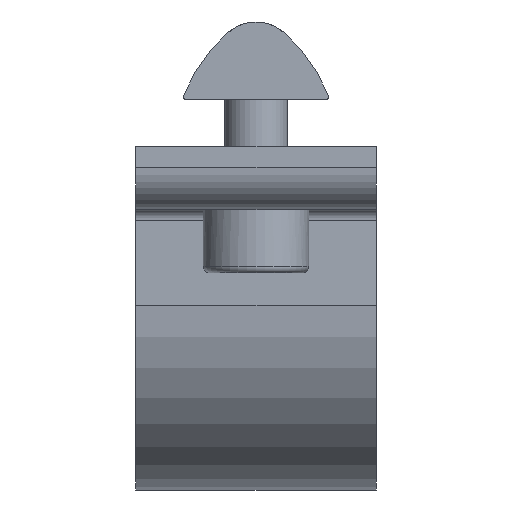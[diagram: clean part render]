
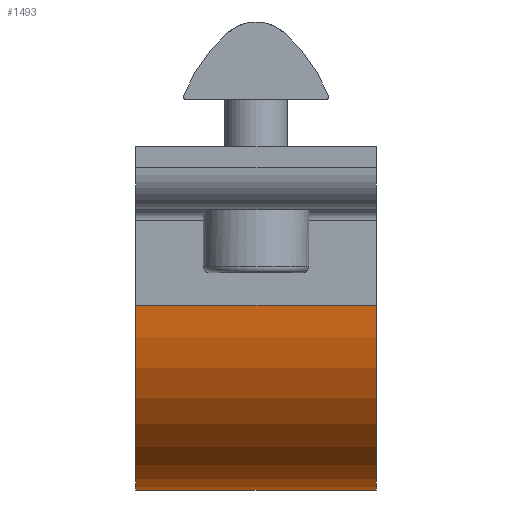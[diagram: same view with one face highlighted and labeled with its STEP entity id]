
A CAD part, left-side view. The second image highlights one B-rep face of the part: STEP entity #1493.
In plain terms, the highlighted cylindrical face has radius 17.5 mm (diameter 35 mm), a partial arc.
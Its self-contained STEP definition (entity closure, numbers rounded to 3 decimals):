
#121=FACE_OUTER_BOUND('',#208,.T.);
#208=EDGE_LOOP('',(#1154,#1155,#1156,#1157));
#321=LINE('',#2538,#453);
#323=LINE('',#2544,#455);
#453=VECTOR('',#1937,1.);
#455=VECTOR('',#1943,1.);
#579=CIRCLE('',#1644,17.5);
#580=CIRCLE('',#1645,17.5);
#687=VERTEX_POINT('',#2535);
#688=VERTEX_POINT('',#2537);
#689=VERTEX_POINT('',#2541);
#690=VERTEX_POINT('',#2543);
#871=EDGE_CURVE('',#688,#687,#321,.T.);
#873=EDGE_CURVE('',#687,#689,#579,.T.);
#874=EDGE_CURVE('',#690,#689,#323,.T.);
#875=EDGE_CURVE('',#690,#688,#580,.T.);
#1154=ORIENTED_EDGE('',*,*,#873,.T.);
#1155=ORIENTED_EDGE('',*,*,#874,.F.);
#1156=ORIENTED_EDGE('',*,*,#875,.T.);
#1157=ORIENTED_EDGE('',*,*,#871,.T.);
#1446=CYLINDRICAL_SURFACE('',#1643,17.5);
#1493=ADVANCED_FACE('',(#121),#1446,.T.);
#1643=AXIS2_PLACEMENT_3D('',#2540,#1939,#1940);
#1644=AXIS2_PLACEMENT_3D('',#2542,#1941,#1942);
#1645=AXIS2_PLACEMENT_3D('',#2545,#1944,#1945);
#1937=DIRECTION('',(0.,1.,0.));
#1939=DIRECTION('center_axis',(0.,1.,0.));
#1940=DIRECTION('ref_axis',(1.,0.,0.));
#1941=DIRECTION('center_axis',(0.,-1.,0.));
#1942=DIRECTION('ref_axis',(1.,0.,0.));
#1943=DIRECTION('',(0.,1.,0.));
#1944=DIRECTION('center_axis',(0.,1.,0.));
#1945=DIRECTION('ref_axis',(1.,0.,0.));
#2535=CARTESIAN_POINT('',(-17.5,11.4,-11.55));
#2537=CARTESIAN_POINT('',(-17.5,-11.4,-11.55));
#2538=CARTESIAN_POINT('',(-17.5,-11.4,-11.55));
#2540=CARTESIAN_POINT('Origin',(0.,-11.4,-11.55));
#2541=CARTESIAN_POINT('',(17.5,11.4,-11.55));
#2542=CARTESIAN_POINT('Origin',(0.,11.4,-11.55));
#2543=CARTESIAN_POINT('',(17.5,-11.4,-11.55));
#2544=CARTESIAN_POINT('',(17.5,-11.4,-11.55));
#2545=CARTESIAN_POINT('Origin',(0.,-11.4,-11.55));
